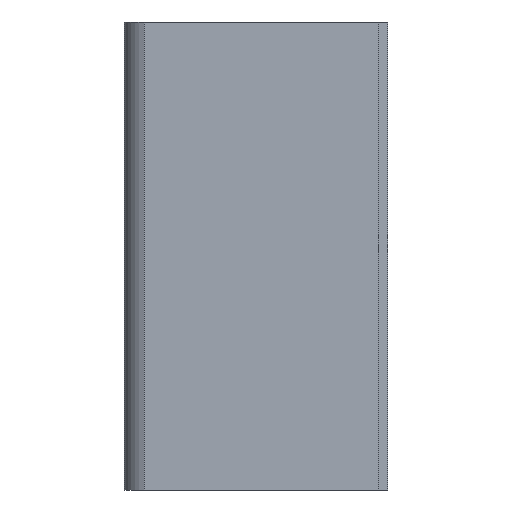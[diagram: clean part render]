
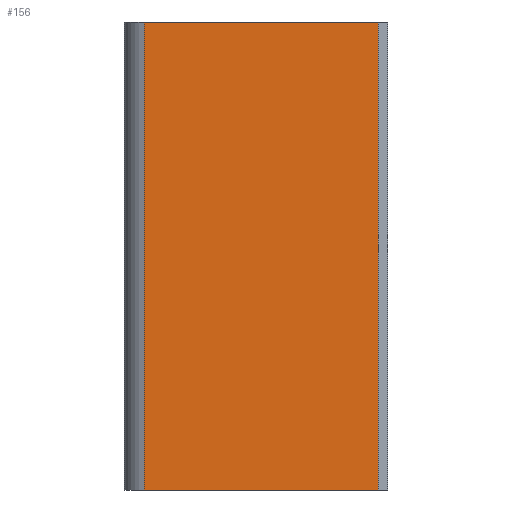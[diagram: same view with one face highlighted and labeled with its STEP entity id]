
A CAD part, front view. The second image highlights one B-rep face of the part: STEP entity #156.
In plain terms, the highlighted planar face has unit normal (0, -1, 0).
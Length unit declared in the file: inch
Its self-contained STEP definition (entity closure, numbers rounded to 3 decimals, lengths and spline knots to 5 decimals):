
#156=ADVANCED_FACE('',(#222),#198,.T.);
#198=PLANE('',#881);
#222=FACE_OUTER_BOUND('',#264,.T.);
#264=EDGE_LOOP('',(#315,#316,#317,#318));
#315=ORIENTED_EDGE('',*,*,#617,.F.);
#316=ORIENTED_EDGE('',*,*,#616,.F.);
#317=ORIENTED_EDGE('',*,*,#618,.T.);
#318=ORIENTED_EDGE('',*,*,#608,.T.);
#531=VERTEX_POINT('',#1194);
#533=VERTEX_POINT('',#1197);
#537=VERTEX_POINT('',#1209);
#538=VERTEX_POINT('',#1211);
#608=EDGE_CURVE('',#533,#531,#722,.T.);
#616=EDGE_CURVE('',#538,#537,#730,.T.);
#617=EDGE_CURVE('',#537,#531,#731,.T.);
#618=EDGE_CURVE('',#538,#533,#732,.T.);
#722=LINE('',#1196,#800);
#730=LINE('',#1212,#808);
#731=LINE('',#1214,#809);
#732=LINE('',#1215,#810);
#800=VECTOR('',#959,1.);
#808=VECTOR('',#971,1.);
#809=VECTOR('',#974,1.);
#810=VECTOR('',#975,1.);
#881=AXIS2_PLACEMENT_3D('',#1216,#976,#977);
#959=DIRECTION('',(0.,0.,1.));
#971=DIRECTION('',(0.,0.,1.));
#974=DIRECTION('',(1.,0.,0.));
#975=DIRECTION('',(1.,0.,0.));
#976=DIRECTION('',(0.,-1.,0.));
#977=DIRECTION('',(1.,0.,0.));
#1194=CARTESIAN_POINT('',(-8.52822,4.77557,0.));
#1196=CARTESIAN_POINT('',(-8.52822,4.77557,-1.));
#1197=CARTESIAN_POINT('',(-8.52822,4.77557,-1.));
#1209=CARTESIAN_POINT('',(-9.02822,4.77557,0.));
#1211=CARTESIAN_POINT('',(-9.02822,4.77557,-1.));
#1212=CARTESIAN_POINT('',(-9.02822,4.77557,-1.));
#1214=CARTESIAN_POINT('',(-9.02822,4.77557,0.));
#1215=CARTESIAN_POINT('',(-9.02822,4.77557,-1.));
#1216=CARTESIAN_POINT('',(-9.02822,4.77557,-1.));
